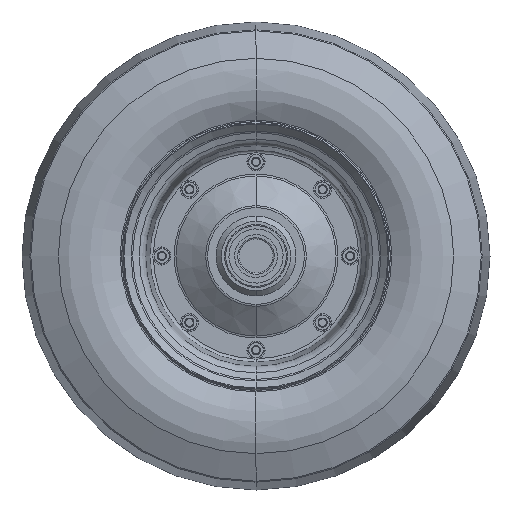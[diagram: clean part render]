
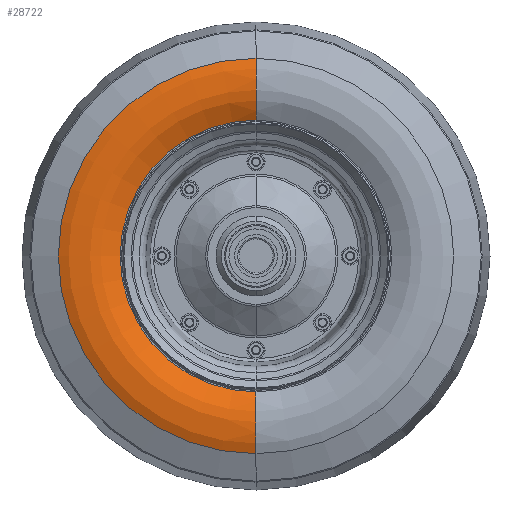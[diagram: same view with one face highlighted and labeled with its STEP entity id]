
A CAD part, left-side view. The second image highlights one B-rep face of the part: STEP entity #28722.
In plain terms, the highlighted toroidal (fillet/blend) face has major radius 150.623 mm and minor radius 55 mm.
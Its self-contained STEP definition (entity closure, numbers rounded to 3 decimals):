
#489 = AXIS2_PLACEMENT_3D ( 'NONE', #35877, #20745, #30163 ) ;
#1882 = ORIENTED_EDGE ( 'NONE', *, *, #34870, .T. ) ;
#2136 = DIRECTION ( 'NONE',  ( -1., 0., 0. ) ) ;
#2403 = EDGE_CURVE ( 'NONE', #33789, #30770, #10240, .T. ) ;
#2967 = FACE_OUTER_BOUND ( 'NONE', #7214, .T. ) ;
#3546 = CIRCLE ( 'NONE', #14939, 173.18 ) ;
#5051 = CARTESIAN_POINT ( 'NONE',  ( -85.738, 0., 119. ) ) ;
#7214 = EDGE_LOOP ( 'NONE', ( #1882, #23973, #15420, #15774 ) ) ;
#10240 = CIRCLE ( 'NONE', #19495, 119. ) ;
#11776 = CARTESIAN_POINT ( 'NONE',  ( -90.9, 0., 173.18 ) ) ;
#13351 = AXIS2_PLACEMENT_3D ( 'NONE', #28484, #37923, #22845 ) ;
#14939 = AXIS2_PLACEMENT_3D ( 'NONE', #27456, #36456, #21302 ) ;
#15420 = ORIENTED_EDGE ( 'NONE', *, *, #2403, .F. ) ;
#15774 = ORIENTED_EDGE ( 'NONE', *, *, #35311, .F. ) ;
#16206 = CARTESIAN_POINT ( 'NONE',  ( -85.738, 0., -119. ) ) ;
#16607 = CARTESIAN_POINT ( 'NONE',  ( -90.9, 0., -173.18 ) ) ;
#19034 = VERTEX_POINT ( 'NONE', #16607 ) ;
#19495 = AXIS2_PLACEMENT_3D ( 'NONE', #23088, #2136, #28438 ) ;
#20745 = DIRECTION ( 'NONE',  ( 0., -1., 0. ) ) ;
#21302 = DIRECTION ( 'NONE',  ( 0., 0., 1. ) ) ;
#22845 = DIRECTION ( 'NONE',  ( 0., 0., 1. ) ) ;
#23088 = CARTESIAN_POINT ( 'NONE',  ( -85.738, 0., 0. ) ) ;
#23973 = ORIENTED_EDGE ( 'NONE', *, *, #31251, .T. ) ;
#24815 = CIRCLE ( 'NONE', #32748, 55. ) ;
#27456 = CARTESIAN_POINT ( 'NONE',  ( -90.9, 0., 0. ) ) ;
#28438 = DIRECTION ( 'NONE',  ( 0., 0., 1. ) ) ;
#28484 = CARTESIAN_POINT ( 'NONE',  ( -40.738, 0., 0. ) ) ;
#28722 = ADVANCED_FACE ( 'NONE', ( #2967 ), #32614, .T. ) ;
#29282 = DIRECTION ( 'NONE',  ( 0., 0., 1. ) ) ;
#30163 = DIRECTION ( 'NONE',  ( 0., 0., -1. ) ) ;
#30770 = VERTEX_POINT ( 'NONE', #16206 ) ;
#31251 = EDGE_CURVE ( 'NONE', #19034, #30770, #24815, .T. ) ;
#32595 = CIRCLE ( 'NONE', #489, 55. ) ;
#32614 = TOROIDAL_SURFACE ( 'NONE', #13351, 150.623, 55. ) ;
#32660 = CARTESIAN_POINT ( 'NONE',  ( -40.738, 0., -150.623 ) ) ;
#32748 = AXIS2_PLACEMENT_3D ( 'NONE', #32660, #38578, #29282 ) ;
#33437 = VERTEX_POINT ( 'NONE', #11776 ) ;
#33789 = VERTEX_POINT ( 'NONE', #5051 ) ;
#34870 = EDGE_CURVE ( 'NONE', #33437, #19034, #3546, .T. ) ;
#35311 = EDGE_CURVE ( 'NONE', #33437, #33789, #32595, .T. ) ;
#35877 = CARTESIAN_POINT ( 'NONE',  ( -40.738, 0., 150.623 ) ) ;
#36456 = DIRECTION ( 'NONE',  ( -1., 0., 0. ) ) ;
#37923 = DIRECTION ( 'NONE',  ( -1., 0., 0. ) ) ;
#38578 = DIRECTION ( 'NONE',  ( 0., 1., 0. ) ) ;
